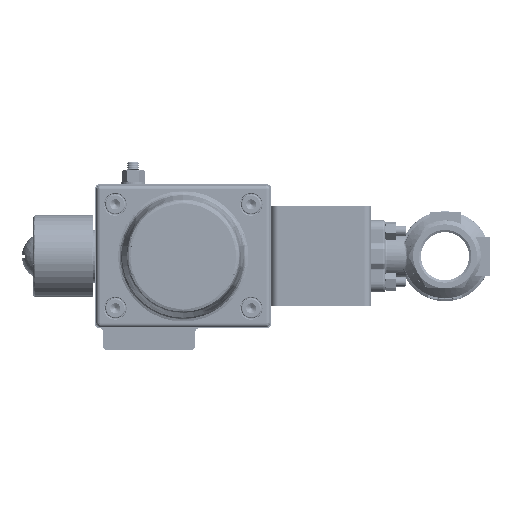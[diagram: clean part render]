
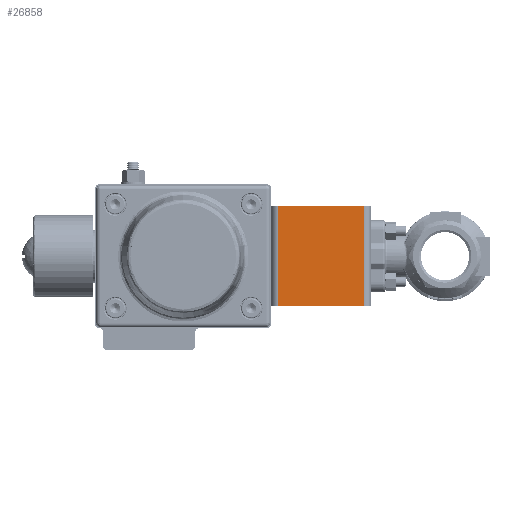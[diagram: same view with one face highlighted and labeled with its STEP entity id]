
A CAD part, left-side view. The second image highlights one B-rep face of the part: STEP entity #26858.
In plain terms, the highlighted planar face has unit normal (-1, 0, 0).
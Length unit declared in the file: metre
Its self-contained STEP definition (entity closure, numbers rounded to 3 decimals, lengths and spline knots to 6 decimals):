
#2122 = CARTESIAN_POINT ( 'NONE',  ( -0.03, 0.0215, 0.05 ) ) ;
#6394 = LINE ( 'NONE', #130938, #198795 ) ;
#26198 = VERTEX_POINT ( 'NONE', #2122 ) ;
#26858 = ADVANCED_FACE ( 'NONE', ( #206677 ), #29141, .F. ) ;
#29141 = PLANE ( 'NONE',  #206985 ) ;
#30193 = ORIENTED_EDGE ( 'NONE', *, *, #49566, .F. ) ;
#41187 = VERTEX_POINT ( 'NONE', #46999 ) ;
#44823 = VERTEX_POINT ( 'NONE', #191274 ) ;
#46999 = CARTESIAN_POINT ( 'NONE',  ( -0.03, -0.0215, 0. ) ) ;
#49566 = EDGE_CURVE ( 'NONE', #26198, #151526, #141908, .T. ) ;
#60796 = VECTOR ( 'NONE', #77091, 1. ) ;
#64363 = CARTESIAN_POINT ( 'NONE',  ( -0.03, -0.0215, 0.05 ) ) ;
#67932 = CARTESIAN_POINT ( 'NONE',  ( -0.03, 0.0215, 0.05 ) ) ;
#75629 = EDGE_CURVE ( 'NONE', #151526, #41187, #145170, .T. ) ;
#77091 = DIRECTION ( 'NONE',  ( 0., 0., -1. ) ) ;
#79739 = EDGE_CURVE ( 'NONE', #26198, #44823, #155623, .T. ) ;
#79759 = VECTOR ( 'NONE', #192475, 1. ) ;
#88341 = VECTOR ( 'NONE', #90010, 1. ) ;
#90010 = DIRECTION ( 'NONE',  ( 0., -1., 0. ) ) ;
#90983 = CARTESIAN_POINT ( 'NONE',  ( -0.03, -0.0215, 0.05 ) ) ;
#100759 = ORIENTED_EDGE ( 'NONE', *, *, #75629, .F. ) ;
#111187 = ORIENTED_EDGE ( 'NONE', *, *, #224324, .T. ) ;
#122360 = CARTESIAN_POINT ( 'NONE',  ( -0.03, -0.0215, 0.05 ) ) ;
#130938 = CARTESIAN_POINT ( 'NONE',  ( -0.03, -0.0215, 0. ) ) ;
#138607 = DIRECTION ( 'NONE',  ( 0., 0., -1. ) ) ;
#141908 = LINE ( 'NONE', #122360, #88341 ) ;
#145170 = LINE ( 'NONE', #90983, #60796 ) ;
#147094 = DIRECTION ( 'NONE',  ( 0., -1., 0. ) ) ;
#151526 = VERTEX_POINT ( 'NONE', #64363 ) ;
#155623 = LINE ( 'NONE', #67932, #79759 ) ;
#173248 = CARTESIAN_POINT ( 'NONE',  ( -0.03, -0.0215, 0.05 ) ) ;
#190510 = DIRECTION ( 'NONE',  ( 1., 0., 0. ) ) ;
#191274 = CARTESIAN_POINT ( 'NONE',  ( -0.03, 0.0215, 0. ) ) ;
#192475 = DIRECTION ( 'NONE',  ( 0., 0., -1. ) ) ;
#198795 = VECTOR ( 'NONE', #147094, 1. ) ;
#206677 = FACE_OUTER_BOUND ( 'NONE', #223214, .T. ) ;
#206985 = AXIS2_PLACEMENT_3D ( 'NONE', #173248, #190510, #138607 ) ;
#214344 = ORIENTED_EDGE ( 'NONE', *, *, #79739, .T. ) ;
#223214 = EDGE_LOOP ( 'NONE', ( #111187, #100759, #30193, #214344 ) ) ;
#224324 = EDGE_CURVE ( 'NONE', #44823, #41187, #6394, .T. ) ;
